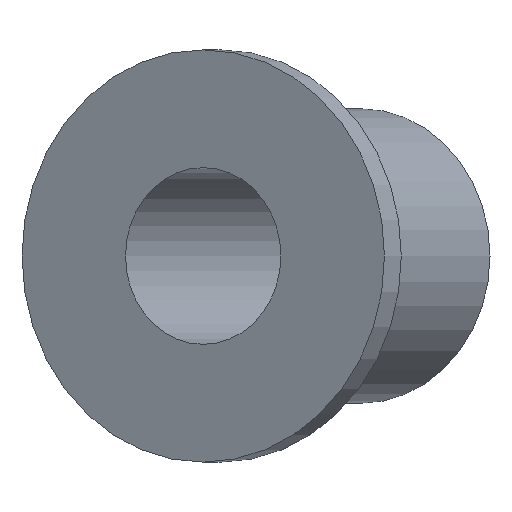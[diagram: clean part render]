
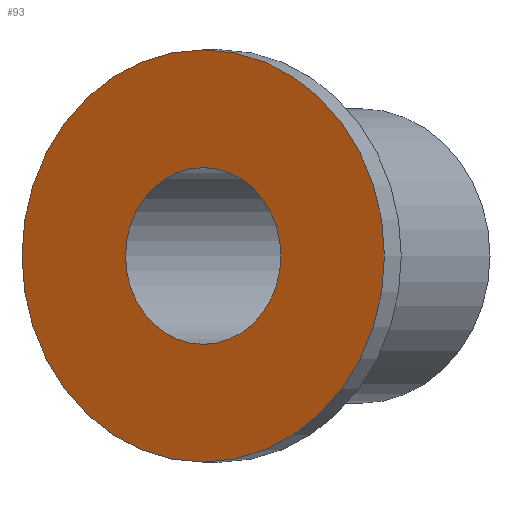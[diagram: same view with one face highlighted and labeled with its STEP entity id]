
A CAD part, front view. The second image highlights one B-rep face of the part: STEP entity #93.
In plain terms, the highlighted face is planar.
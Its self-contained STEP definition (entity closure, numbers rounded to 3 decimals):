
#21=FACE_BOUND('',#39,.T.);
#24=PLANE('',#120);
#30=FACE_OUTER_BOUND('',#38,.T.);
#38=EDGE_LOOP('',(#83));
#39=EDGE_LOOP('',(#84));
#47=CIRCLE('',#111,3.5);
#51=CIRCLE('',#119,1.5);
#53=VERTEX_POINT('',#160);
#57=VERTEX_POINT('',#174);
#60=EDGE_CURVE('',#53,#53,#47,.T.);
#66=EDGE_CURVE('',#57,#57,#51,.T.);
#83=ORIENTED_EDGE('',*,*,#60,.F.);
#84=ORIENTED_EDGE('',*,*,#66,.T.);
#93=ADVANCED_FACE('',(#30,#21),#24,.T.);
#111=AXIS2_PLACEMENT_3D('',#162,#131,#132);
#119=AXIS2_PLACEMENT_3D('',#176,#149,#150);
#120=AXIS2_PLACEMENT_3D('',#177,#151,#152);
#131=DIRECTION('center_axis',(1.,0.,0.));
#132=DIRECTION('ref_axis',(0.,0.,-1.));
#149=DIRECTION('center_axis',(1.,0.,0.));
#150=DIRECTION('ref_axis',(0.,0.,-1.));
#151=DIRECTION('center_axis',(-1.,0.,0.));
#152=DIRECTION('ref_axis',(0.,0.,1.));
#160=CARTESIAN_POINT('',(0.,-3.5,0.));
#162=CARTESIAN_POINT('Origin',(0.,0.,0.));
#174=CARTESIAN_POINT('',(0.,-1.5,0.));
#176=CARTESIAN_POINT('Origin',(0.,0.,0.));
#177=CARTESIAN_POINT('Origin',(0.,3.5,0.));
